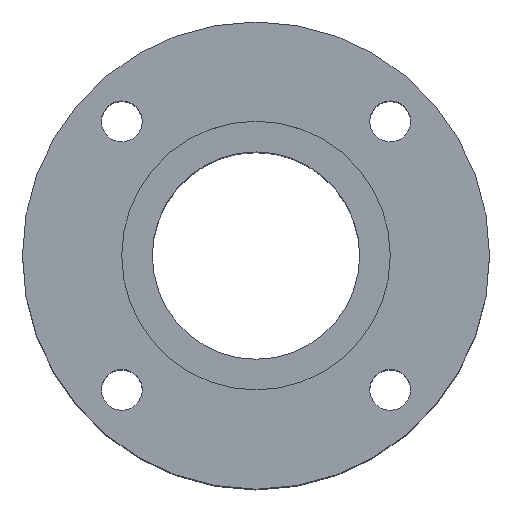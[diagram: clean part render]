
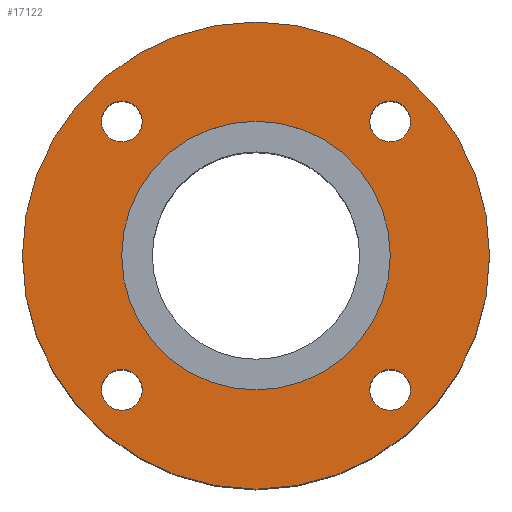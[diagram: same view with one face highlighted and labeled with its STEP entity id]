
A CAD part, top view. The second image highlights one B-rep face of the part: STEP entity #17122.
In plain terms, the highlighted planar face has unit normal (0, 0, 1).
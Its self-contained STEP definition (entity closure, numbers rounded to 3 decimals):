
#310 = DIRECTION ( 'NONE',  ( 1., 0., 0. ) ) ;
#544 = EDGE_LOOP ( 'NONE', ( #14641, #22013 ) ) ;
#606 = EDGE_LOOP ( 'NONE', ( #23852, #15299 ) ) ;
#610 = DIRECTION ( 'NONE',  ( 0., 0., 1. ) ) ;
#719 = AXIS2_PLACEMENT_3D ( 'NONE', #26004, #28301, #26455 ) ;
#1333 = DIRECTION ( 'NONE',  ( 0., -1., 0. ) ) ;
#1425 = VERTEX_POINT ( 'NONE', #20802 ) ;
#1925 = CARTESIAN_POINT ( 'NONE',  ( 46., 0., -0.5 ) ) ;
#1929 = EDGE_LOOP ( 'NONE', ( #14275, #17131 ) ) ;
#2215 = PLANE ( 'NONE',  #28624 ) ;
#2890 = AXIS2_PLACEMENT_3D ( 'NONE', #9914, #8379, #1333 ) ;
#3501 = CARTESIAN_POINT ( 'NONE',  ( -45.962, -45.962, -0.5 ) ) ;
#3504 = ORIENTED_EDGE ( 'NONE', *, *, #9787, .T. ) ;
#4218 = CARTESIAN_POINT ( 'NONE',  ( 0., 46., -0.5 ) ) ;
#4556 = DIRECTION ( 'NONE',  ( 0., -1., 0. ) ) ;
#4559 = AXIS2_PLACEMENT_3D ( 'NONE', #9149, #27821, #4556 ) ;
#5289 = DIRECTION ( 'NONE',  ( 0., 0., 1. ) ) ;
#5485 = EDGE_CURVE ( 'NONE', #23804, #6087, #25660, .T. ) ;
#6087 = VERTEX_POINT ( 'NONE', #9489 ) ;
#6139 = CIRCLE ( 'NONE', #27150, 46. ) ;
#6242 = EDGE_CURVE ( 'NONE', #1425, #19132, #6139, .T. ) ;
#6480 = AXIS2_PLACEMENT_3D ( 'NONE', #3501, #10081, #23870 ) ;
#6929 = ORIENTED_EDGE ( 'NONE', *, *, #29615, .F. ) ;
#7076 = CARTESIAN_POINT ( 'NONE',  ( 38.962, -45.962, -0.5 ) ) ;
#7184 = EDGE_LOOP ( 'NONE', ( #21024, #6929 ) ) ;
#7783 = AXIS2_PLACEMENT_3D ( 'NONE', #12234, #610, #310 ) ;
#7897 = CIRCLE ( 'NONE', #11792, 80. ) ;
#7996 = VERTEX_POINT ( 'NONE', #16034 ) ;
#8379 = DIRECTION ( 'NONE',  ( 0., 0., 1. ) ) ;
#8406 = ORIENTED_EDGE ( 'NONE', *, *, #24303, .F. ) ;
#8767 = CARTESIAN_POINT ( 'NONE',  ( 38.962, 45.962, -0.5 ) ) ;
#9110 = DIRECTION ( 'NONE',  ( 0., 0., -1. ) ) ;
#9149 = CARTESIAN_POINT ( 'NONE',  ( 45.962, -45.962, -0.5 ) ) ;
#9489 = CARTESIAN_POINT ( 'NONE',  ( -52.962, 45.962, -0.5 ) ) ;
#9582 = DIRECTION ( 'NONE',  ( -1., 0., 0. ) ) ;
#9787 = EDGE_CURVE ( 'NONE', #19411, #27070, #7897, .T. ) ;
#9914 = CARTESIAN_POINT ( 'NONE',  ( 45.962, -45.962, -0.5 ) ) ;
#9926 = CIRCLE ( 'NONE', #4559, 7. ) ;
#10081 = DIRECTION ( 'NONE',  ( 0., 0., 1. ) ) ;
#10109 = CARTESIAN_POINT ( 'NONE',  ( 0., 0., -0.5 ) ) ;
#10135 = CARTESIAN_POINT ( 'NONE',  ( 0., 0., -0.5 ) ) ;
#10339 = AXIS2_PLACEMENT_3D ( 'NONE', #19177, #23914, #28943 ) ;
#10390 = DIRECTION ( 'NONE',  ( 0., 0., 1. ) ) ;
#11101 = FACE_BOUND ( 'NONE', #544, .T. ) ;
#11792 = AXIS2_PLACEMENT_3D ( 'NONE', #10135, #12568, #24526 ) ;
#12180 = CIRCLE ( 'NONE', #18084, 46. ) ;
#12234 = CARTESIAN_POINT ( 'NONE',  ( 0., 0., -0.5 ) ) ;
#12568 = DIRECTION ( 'NONE',  ( 0., 0., 1. ) ) ;
#12848 = DIRECTION ( 'NONE',  ( 0., 0., 1. ) ) ;
#13777 = CIRCLE ( 'NONE', #10339, 7. ) ;
#14275 = ORIENTED_EDGE ( 'NONE', *, *, #18209, .F. ) ;
#14641 = ORIENTED_EDGE ( 'NONE', *, *, #5485, .F. ) ;
#14955 = VERTEX_POINT ( 'NONE', #19675 ) ;
#14992 = DIRECTION ( 'NONE',  ( 1., 0., 0. ) ) ;
#15299 = ORIENTED_EDGE ( 'NONE', *, *, #15900, .F. ) ;
#15383 = CIRCLE ( 'NONE', #17342, 7. ) ;
#15600 = DIRECTION ( 'NONE',  ( 1., 0., 0. ) ) ;
#15644 = CARTESIAN_POINT ( 'NONE',  ( -38.962, 45.962, -0.5 ) ) ;
#15900 = EDGE_CURVE ( 'NONE', #16767, #7996, #15383, .T. ) ;
#15996 = DIRECTION ( 'NONE',  ( -1., 0., 0. ) ) ;
#16034 = CARTESIAN_POINT ( 'NONE',  ( -38.962, -45.962, -0.5 ) ) ;
#16767 = VERTEX_POINT ( 'NONE', #20784 ) ;
#16837 = CARTESIAN_POINT ( 'NONE',  ( 0., 0., -0.5 ) ) ;
#17122 = ADVANCED_FACE ( 'NONE', ( #30079, #29629, #11101, #18303, #23191, #22895 ), #2215, .F. ) ;
#17131 = ORIENTED_EDGE ( 'NONE', *, *, #23451, .F. ) ;
#17342 = AXIS2_PLACEMENT_3D ( 'NONE', #21226, #5289, #9582 ) ;
#17945 = EDGE_CURVE ( 'NONE', #7996, #16767, #28933, .T. ) ;
#18084 = AXIS2_PLACEMENT_3D ( 'NONE', #10109, #19451, #14992 ) ;
#18199 = EDGE_CURVE ( 'NONE', #6087, #23804, #18730, .T. ) ;
#18209 = EDGE_CURVE ( 'NONE', #14955, #23848, #9926, .T. ) ;
#18303 = FACE_BOUND ( 'NONE', #7184, .T. ) ;
#18730 = CIRCLE ( 'NONE', #22636, 7. ) ;
#19027 = CIRCLE ( 'NONE', #2890, 7. ) ;
#19132 = VERTEX_POINT ( 'NONE', #1925 ) ;
#19177 = CARTESIAN_POINT ( 'NONE',  ( 45.962, 45.962, -0.5 ) ) ;
#19411 = VERTEX_POINT ( 'NONE', #25268 ) ;
#19451 = DIRECTION ( 'NONE',  ( 0., 0., 1. ) ) ;
#19675 = CARTESIAN_POINT ( 'NONE',  ( 52.962, -45.962, -0.5 ) ) ;
#20152 = VERTEX_POINT ( 'NONE', #8767 ) ;
#20784 = CARTESIAN_POINT ( 'NONE',  ( -52.962, -45.962, -0.5 ) ) ;
#20802 = CARTESIAN_POINT ( 'NONE',  ( -46., 0., -0.5 ) ) ;
#20938 = CARTESIAN_POINT ( 'NONE',  ( -45.962, 45.962, -0.5 ) ) ;
#21024 = ORIENTED_EDGE ( 'NONE', *, *, #23186, .F. ) ;
#21226 = CARTESIAN_POINT ( 'NONE',  ( -45.962, -45.962, -0.5 ) ) ;
#21500 = DIRECTION ( 'NONE',  ( 0., 0., 1. ) ) ;
#21732 = DIRECTION ( 'NONE',  ( 1., 0., 0. ) ) ;
#22013 = ORIENTED_EDGE ( 'NONE', *, *, #18199, .F. ) ;
#22331 = ORIENTED_EDGE ( 'NONE', *, *, #22532, .T. ) ;
#22532 = EDGE_CURVE ( 'NONE', #27070, #19411, #23439, .T. ) ;
#22636 = AXIS2_PLACEMENT_3D ( 'NONE', #20938, #21500, #25527 ) ;
#22895 = FACE_OUTER_BOUND ( 'NONE', #30096, .T. ) ;
#23186 = EDGE_CURVE ( 'NONE', #24306, #20152, #29793, .T. ) ;
#23191 = FACE_BOUND ( 'NONE', #28179, .T. ) ;
#23439 = CIRCLE ( 'NONE', #7783, 80. ) ;
#23451 = EDGE_CURVE ( 'NONE', #23848, #14955, #19027, .T. ) ;
#23804 = VERTEX_POINT ( 'NONE', #15644 ) ;
#23848 = VERTEX_POINT ( 'NONE', #7076 ) ;
#23852 = ORIENTED_EDGE ( 'NONE', *, *, #17945, .F. ) ;
#23870 = DIRECTION ( 'NONE',  ( -1., 0., 0. ) ) ;
#23914 = DIRECTION ( 'NONE',  ( 0., 0., 1. ) ) ;
#24039 = CARTESIAN_POINT ( 'NONE',  ( -80., 0., -0.5 ) ) ;
#24303 = EDGE_CURVE ( 'NONE', #19132, #1425, #12180, .T. ) ;
#24306 = VERTEX_POINT ( 'NONE', #26783 ) ;
#24526 = DIRECTION ( 'NONE',  ( 1., 0., 0. ) ) ;
#25268 = CARTESIAN_POINT ( 'NONE',  ( 80., 0., -0.5 ) ) ;
#25527 = DIRECTION ( 'NONE',  ( 0., 1., 0. ) ) ;
#25660 = CIRCLE ( 'NONE', #719, 7. ) ;
#26004 = CARTESIAN_POINT ( 'NONE',  ( -45.962, 45.962, -0.5 ) ) ;
#26455 = DIRECTION ( 'NONE',  ( 0., 1., 0. ) ) ;
#26783 = CARTESIAN_POINT ( 'NONE',  ( 52.962, 45.962, -0.5 ) ) ;
#27070 = VERTEX_POINT ( 'NONE', #24039 ) ;
#27150 = AXIS2_PLACEMENT_3D ( 'NONE', #16837, #10390, #21732 ) ;
#27199 = ORIENTED_EDGE ( 'NONE', *, *, #6242, .F. ) ;
#27821 = DIRECTION ( 'NONE',  ( 0., 0., 1. ) ) ;
#28179 = EDGE_LOOP ( 'NONE', ( #8406, #27199 ) ) ;
#28301 = DIRECTION ( 'NONE',  ( 0., 0., 1. ) ) ;
#28321 = AXIS2_PLACEMENT_3D ( 'NONE', #29226, #12848, #15600 ) ;
#28624 = AXIS2_PLACEMENT_3D ( 'NONE', #4218, #9110, #15996 ) ;
#28933 = CIRCLE ( 'NONE', #6480, 7. ) ;
#28943 = DIRECTION ( 'NONE',  ( 1., 0., 0. ) ) ;
#29226 = CARTESIAN_POINT ( 'NONE',  ( 45.962, 45.962, -0.5 ) ) ;
#29615 = EDGE_CURVE ( 'NONE', #20152, #24306, #13777, .T. ) ;
#29629 = FACE_BOUND ( 'NONE', #606, .T. ) ;
#29793 = CIRCLE ( 'NONE', #28321, 7. ) ;
#30079 = FACE_BOUND ( 'NONE', #1929, .T. ) ;
#30096 = EDGE_LOOP ( 'NONE', ( #3504, #22331 ) ) ;
